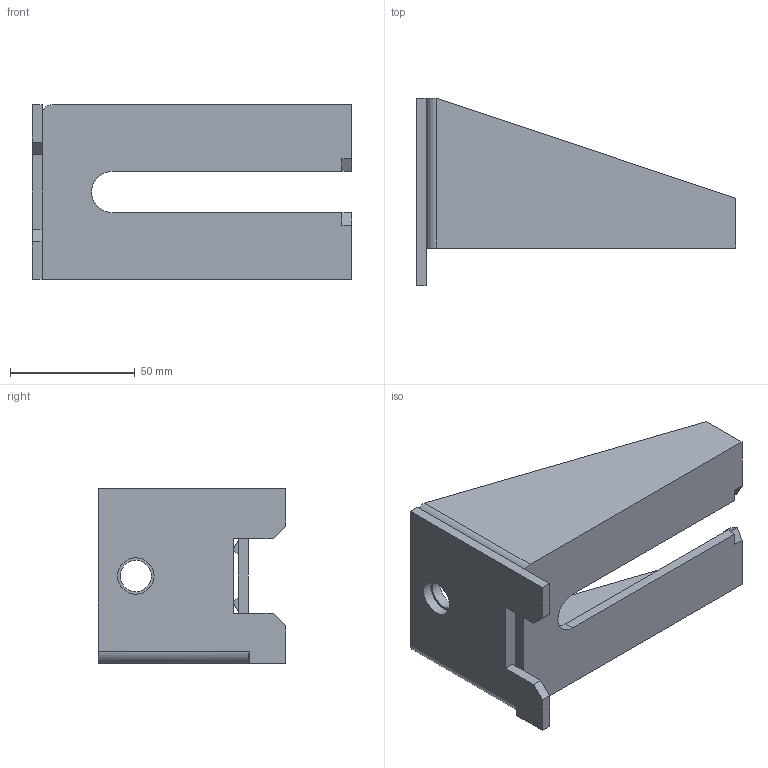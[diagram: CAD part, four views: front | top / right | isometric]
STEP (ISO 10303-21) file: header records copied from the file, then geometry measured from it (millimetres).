
FILE_DESCRIPTION((''),'2;1');
FILE_NAME('9046CF.stp','2009-08-24T08:32:32',('Marc'),(''),'Autodesk Inventor 2010','Autodesk Inventor 2010','');
FILE_SCHEMA(('AUTOMOTIVE_DESIGN { 1 0 10303 214 1 1 1 1 }'));
Length unit declared in the file: millimetre
Products named in the file (1): 9046CF
Bounding box: 128 x 75 x 70 mm (x, y, z)
Volume: 93771 mm3; surface area: 45227 mm2
Topology: 1 solids, 1 shells, 52 faces, 140 edges, 87 vertices
Faces by surface type: plane 38, cylinder 8, bspline 6
Full cylindrical faces by diameter (mm): 12.5 x1, 14.6 x1
Entity records: 1625 total; most frequent: CARTESIAN_POINT 312, ORIENTED_EDGE 276, DIRECTION 243, EDGE_CURVE 138, VECTOR 123, LINE 123, VERTEX_POINT 87, AXIS2_PLACEMENT_3D 60
